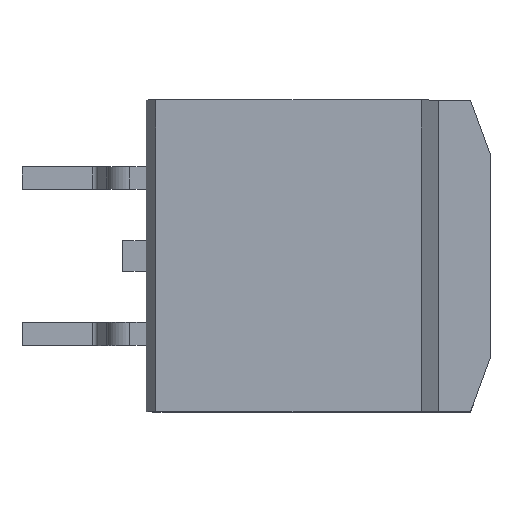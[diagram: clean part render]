
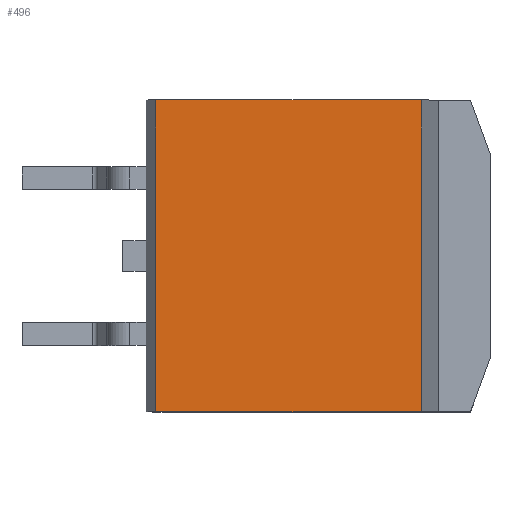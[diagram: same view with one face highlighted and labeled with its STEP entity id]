
A CAD part, top view. The second image highlights one B-rep face of the part: STEP entity #496.
In plain terms, the highlighted planar face has unit normal (0, 0, 1).
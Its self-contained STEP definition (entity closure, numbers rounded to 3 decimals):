
#361=CARTESIAN_POINT('',(-3.265,5.08,4.83));
#362=VERTEX_POINT('',#361);
#369=CARTESIAN_POINT('',(5.382,5.08,4.83));
#370=VERTEX_POINT('',#369);
#371=CARTESIAN_POINT('',(-3.265,5.08,4.83));
#372=DIRECTION('',(1.0,0.0,0.0));
#373=VECTOR('',#372,8.647);
#374=LINE('',#371,#373);
#375=EDGE_CURVE('',#362,#370,#374,.T.);
#448=CARTESIAN_POINT('',(5.382,-5.08,4.83));
#449=VERTEX_POINT('',#448);
#456=CARTESIAN_POINT('',(-3.265,-5.08,4.83));
#457=VERTEX_POINT('',#456);
#458=CARTESIAN_POINT('',(-3.265,-5.08,4.83));
#459=DIRECTION('',(1.0,0.0,0.0));
#460=VECTOR('',#459,8.647);
#461=LINE('',#458,#460);
#462=EDGE_CURVE('',#457,#449,#461,.T.);
#475=CARTESIAN_POINT('',(-3.296,5.335,4.83));
#476=DIRECTION('',(0.0,0.0,1.0));
#477=DIRECTION('',(1.0,0.0,0.0));
#478=AXIS2_PLACEMENT_3D('',#475,#476,#477);
#479=PLANE('',#478);
#480=ORIENTED_EDGE('',*,*,#462,.T.);
#481=CARTESIAN_POINT('',(5.382,-5.08,4.83));
#482=DIRECTION('',(0.0,1.0,0.0));
#483=VECTOR('',#482,10.16);
#484=LINE('',#481,#483);
#485=EDGE_CURVE('',#370,#449,#484,.F.);
#486=ORIENTED_EDGE('',*,*,#485,.F.);
#487=ORIENTED_EDGE('',*,*,#375,.F.);
#488=CARTESIAN_POINT('',(-3.265,-5.08,4.83));
#489=DIRECTION('',(0.0,1.0,0.0));
#490=VECTOR('',#489,10.16);
#491=LINE('',#488,#490);
#492=EDGE_CURVE('',#362,#457,#491,.F.);
#493=ORIENTED_EDGE('',*,*,#492,.T.);
#494=EDGE_LOOP('',(#480,#486,#487,#493));
#495=FACE_OUTER_BOUND('',#494,.T.);
#496=ADVANCED_FACE('',(#495),#479,.T.);
